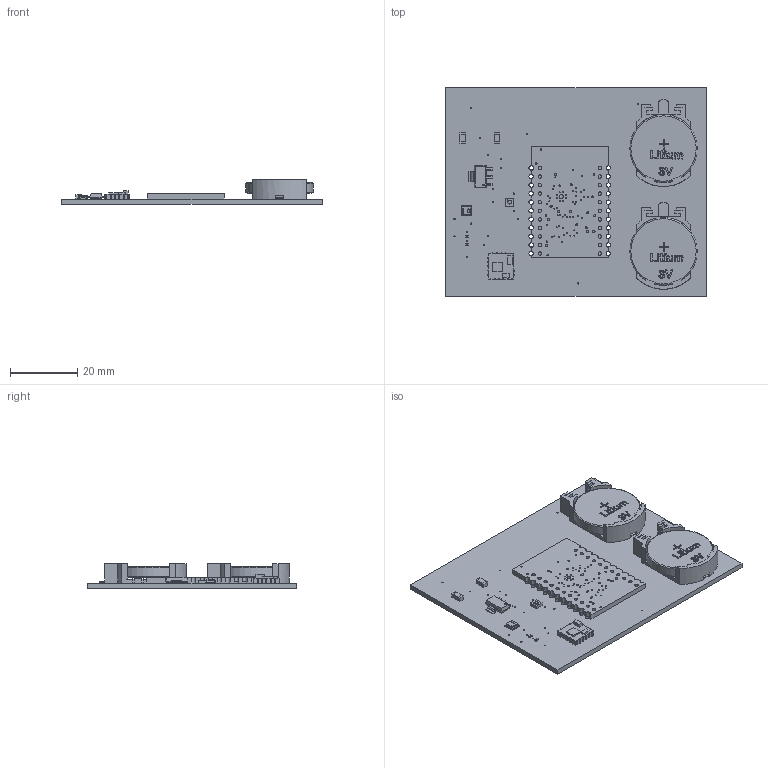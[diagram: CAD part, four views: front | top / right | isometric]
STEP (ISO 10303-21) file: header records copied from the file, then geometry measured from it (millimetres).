
FILE_DESCRIPTION(/* description */ (''),/* implementation_level */ '2;1');
FILE_NAME(/* name */ 'Press_Temp v1.step',/* time_stamp */ '2022-10-02T04:30:38+02:00',/* author */ (''),/* organization */ (''),/* preprocessor_version */ 'ST-DEVELOPER v19',/* originating_system */ 'Autodesk Translation Framework v11.7.0.108',/* authorisation */ '');
FILE_SCHEMA (('AUTOMOTIVE_DESIGN { 1 0 10303 214 3 1 1 }'));
Length unit declared in the file: millimetre
Products named in the file (12): Press_Temp; pressure_temp; Board; Packages; PSON100P300X300X110-6N; BLUENRG-234BLEMODULE; SGP30; C1206; R0402; LM1117MPX-3.3; MOD-WiFi-ESP8266-DEV_Rev_B2; Board_1
Assembly tree (13 placements, depth 4):
  Press_Temp
    pressure_temp
      Board
      Packages
        PSON100P300X300X110-6N
        BLUENRG-234BLEMODULE
        SGP30
        C1206  x2
        R0402  x2
    LM1117MPX-3.3
    MOD-WiFi-ESP8266-DEV_Rev_B2
      Board_1
Bounding box: 77.45 x 61.9 x 7.39 mm (x, y, z)
Volume: 11950.1 mm3; surface area: 16737.7 mm2
Topology: 26 solids, 26 shells, 1093 faces, 2879 edges, 1872 vertices
Faces by surface type: plane 532, cylinder 335, bspline 182, sphere 36, cone 6, torus 2
Full cylindrical faces by diameter (mm): 0.3 x66, 0.35 x22, 0.4 x12, 0.5 x2, 0.6 x11, 0.65 x4, 0.7 x1, 1.016 x22, 1.2 x1, 1.3 x22, 20 x2
Entity records: 40509 total; most frequent: CARTESIAN_POINT 13854, ORIENTED_EDGE 5470, DIRECTION 4739, EDGE_CURVE 2735, VERTEX_POINT 1792, LINE 1737, VECTOR 1737, AXIS2_PLACEMENT_3D 1501
